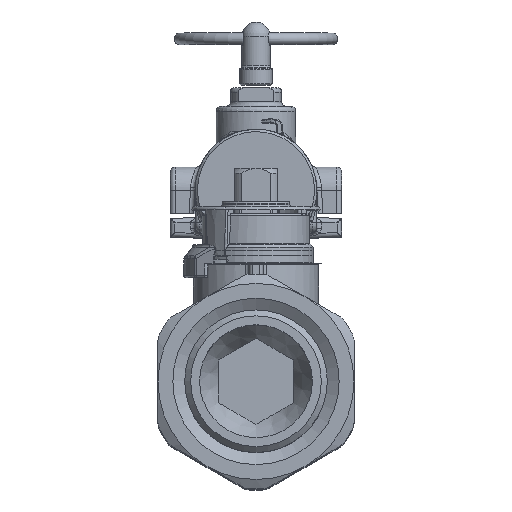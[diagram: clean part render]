
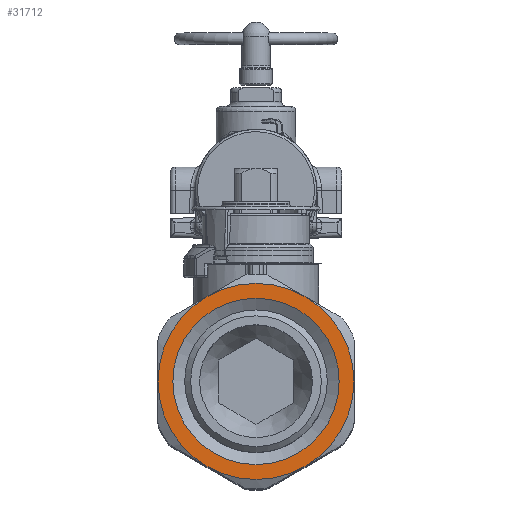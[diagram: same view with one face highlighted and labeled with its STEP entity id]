
A CAD part, top view. The second image highlights one B-rep face of the part: STEP entity #31712.
In plain terms, the highlighted planar face has unit normal (0, 0, 1).
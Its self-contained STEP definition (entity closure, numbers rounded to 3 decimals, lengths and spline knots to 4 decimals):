
#1774=FACE_BOUND('',#7833,.T.);
#2082=PLANE('',#34842);
#3764=CIRCLE('',#34787,0.7);
#3772=CIRCLE('',#34831,0.825);
#3773=CIRCLE('',#34833,0.825);
#3774=CIRCLE('',#34835,0.825);
#3775=CIRCLE('',#34837,0.825);
#3776=CIRCLE('',#34839,0.825);
#3777=CIRCLE('',#34841,0.825);
#5827=FACE_OUTER_BOUND('',#7832,.T.);
#7832=EDGE_LOOP('',(#27388,#27389,#27390,#27391,#27392,#27393));
#7833=EDGE_LOOP('',(#27394));
#13675=VERTEX_POINT('',#112496);
#13711=VERTEX_POINT('',#112746);
#13715=VERTEX_POINT('',#112764);
#13717=VERTEX_POINT('',#112774);
#13720=VERTEX_POINT('',#112795);
#13725=VERTEX_POINT('',#112829);
#13729=VERTEX_POINT('',#112869);
#18188=EDGE_CURVE('',#13675,#13675,#3764,.T.);
#18281=EDGE_CURVE('',#13729,#13711,#3772,.T.);
#18282=EDGE_CURVE('',#13715,#13729,#3773,.T.);
#18283=EDGE_CURVE('',#13725,#13715,#3774,.T.);
#18284=EDGE_CURVE('',#13720,#13725,#3775,.T.);
#18285=EDGE_CURVE('',#13717,#13720,#3776,.T.);
#18286=EDGE_CURVE('',#13711,#13717,#3777,.T.);
#27388=ORIENTED_EDGE('',*,*,#18283,.T.);
#27389=ORIENTED_EDGE('',*,*,#18282,.T.);
#27390=ORIENTED_EDGE('',*,*,#18281,.T.);
#27391=ORIENTED_EDGE('',*,*,#18286,.T.);
#27392=ORIENTED_EDGE('',*,*,#18285,.T.);
#27393=ORIENTED_EDGE('',*,*,#18284,.T.);
#27394=ORIENTED_EDGE('',*,*,#18188,.T.);
#31712=ADVANCED_FACE('',(#5827,#1774),#2082,.T.);
#34787=AXIS2_PLACEMENT_3D('',#112498,#41859,#41860);
#34831=AXIS2_PLACEMENT_3D('',#112924,#41972,#41973);
#34833=AXIS2_PLACEMENT_3D('',#112926,#41976,#41977);
#34835=AXIS2_PLACEMENT_3D('',#112928,#41980,#41981);
#34837=AXIS2_PLACEMENT_3D('',#112930,#41984,#41985);
#34839=AXIS2_PLACEMENT_3D('',#112932,#41988,#41989);
#34841=AXIS2_PLACEMENT_3D('',#112934,#41992,#41993);
#34842=AXIS2_PLACEMENT_3D('',#112935,#41994,#41995);
#41859=DIRECTION('center_axis',(0.,0.,
-1.));
#41860=DIRECTION('ref_axis',(1.,0.,0.));
#41972=DIRECTION('center_axis',(0.,0.,
1.));
#41973=DIRECTION('ref_axis',(1.,0.,0.));
#41976=DIRECTION('center_axis',(0.,0.,
1.));
#41977=DIRECTION('ref_axis',(1.,0.,0.));
#41980=DIRECTION('center_axis',(0.,0.,
1.));
#41981=DIRECTION('ref_axis',(1.,0.,0.));
#41984=DIRECTION('center_axis',(0.,0.,
1.));
#41985=DIRECTION('ref_axis',(1.,0.,0.));
#41988=DIRECTION('center_axis',(0.,0.,
1.));
#41989=DIRECTION('ref_axis',(1.,0.,0.));
#41992=DIRECTION('center_axis',(0.,0.,
1.));
#41993=DIRECTION('ref_axis',(1.,0.,0.));
#41994=DIRECTION('center_axis',(0.,0.,
1.));
#41995=DIRECTION('ref_axis',(0.,-1.,0.));
#112496=CARTESIAN_POINT('',(-0.7,0.,5.9774));
#112498=CARTESIAN_POINT('Origin',(0.,0.,
5.9774));
#112746=CARTESIAN_POINT('',(0.4125,-0.7145,5.9774));
#112764=CARTESIAN_POINT('',(-0.825,0.,5.9774));
#112774=CARTESIAN_POINT('',(0.825,0.,5.9774));
#112795=CARTESIAN_POINT('',(0.4125,0.7145,5.9774));
#112829=CARTESIAN_POINT('',(-0.4125,0.7145,5.9774));
#112869=CARTESIAN_POINT('',(-0.4125,-0.7145,5.9774));
#112924=CARTESIAN_POINT('Origin',(0.,0.,
5.9774));
#112926=CARTESIAN_POINT('Origin',(0.,0.,
5.9774));
#112928=CARTESIAN_POINT('Origin',(0.,0.,
5.9774));
#112930=CARTESIAN_POINT('Origin',(0.,0.,
5.9774));
#112932=CARTESIAN_POINT('Origin',(0.,0.,
5.9774));
#112934=CARTESIAN_POINT('Origin',(0.,0.,
5.9774));
#112935=CARTESIAN_POINT('Origin',(0.,0.,
5.9774));
